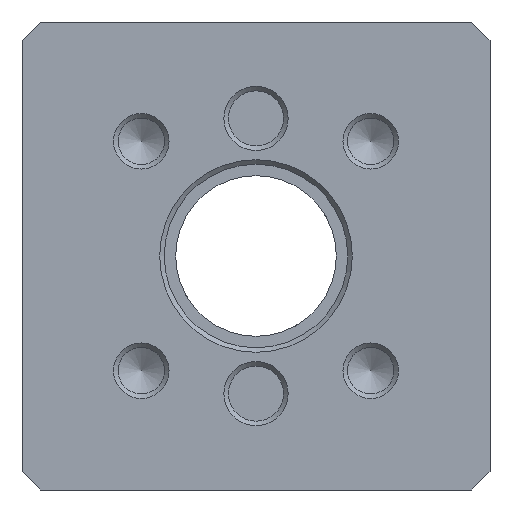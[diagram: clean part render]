
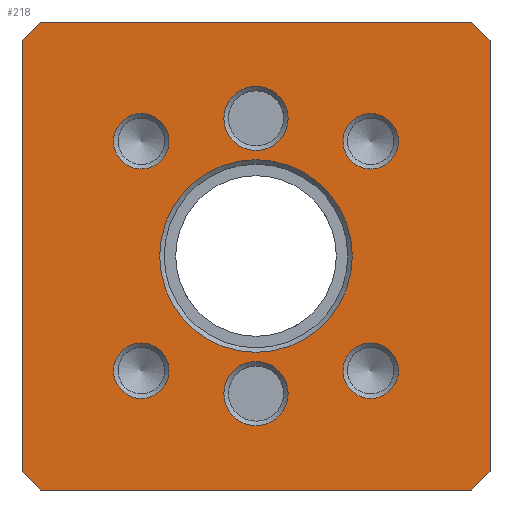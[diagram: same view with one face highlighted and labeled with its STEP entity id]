
A CAD part, front view. The second image highlights one B-rep face of the part: STEP entity #218.
In plain terms, the highlighted planar face has unit normal (0, -1, 0).
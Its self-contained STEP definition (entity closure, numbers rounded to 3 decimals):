
#218 = ADVANCED_FACE( '', ( #574, #575, #576, #577, #578, #579, #580, #581 ), #582, .F. );
#574 = FACE_BOUND( '', #1378, .T. );
#575 = FACE_BOUND( '', #1379, .T. );
#576 = FACE_BOUND( '', #1380, .T. );
#577 = FACE_BOUND( '', #1381, .T. );
#578 = FACE_BOUND( '', #1382, .T. );
#579 = FACE_BOUND( '', #1383, .T. );
#580 = FACE_BOUND( '', #1384, .T. );
#581 = FACE_OUTER_BOUND( '', #1385, .T. );
#582 = PLANE( '', #1386 );
#1378 = EDGE_LOOP( '', ( #2794 ) );
#1379 = EDGE_LOOP( '', ( #2795 ) );
#1380 = EDGE_LOOP( '', ( #2796 ) );
#1381 = EDGE_LOOP( '', ( #2797 ) );
#1382 = EDGE_LOOP( '', ( #2798 ) );
#1383 = EDGE_LOOP( '', ( #2799 ) );
#1384 = EDGE_LOOP( '', ( #2800 ) );
#1385 = EDGE_LOOP( '', ( #2801, #2802, #2803, #2804, #2805, #2806, #2807, #2808 ) );
#1386 = AXIS2_PLACEMENT_3D( '', #2809, #2810, #2811 );
#2794 = ORIENTED_EDGE( '', *, *, #3596, .T. );
#2795 = ORIENTED_EDGE( '', *, *, #3597, .T. );
#2796 = ORIENTED_EDGE( '', *, *, #3598, .T. );
#2797 = ORIENTED_EDGE( '', *, *, #3599, .T. );
#2798 = ORIENTED_EDGE( '', *, *, #3549, .T. );
#2799 = ORIENTED_EDGE( '', *, *, #3600, .T. );
#2800 = ORIENTED_EDGE( '', *, *, #3601, .T. );
#2801 = ORIENTED_EDGE( '', *, *, #3602, .T. );
#2802 = ORIENTED_EDGE( '', *, *, #3603, .T. );
#2803 = ORIENTED_EDGE( '', *, *, #3604, .T. );
#2804 = ORIENTED_EDGE( '', *, *, #3605, .T. );
#2805 = ORIENTED_EDGE( '', *, *, #3606, .T. );
#2806 = ORIENTED_EDGE( '', *, *, #3607, .T. );
#2807 = ORIENTED_EDGE( '', *, *, #3564, .T. );
#2808 = ORIENTED_EDGE( '', *, *, #3511, .T. );
#2809 = CARTESIAN_POINT( '', ( -51., -325.5, 51. ) );
#2810 = DIRECTION( '', ( 0., 1., 0. ) );
#2811 = DIRECTION( '', ( 0., 0., 1. ) );
#3511 = EDGE_CURVE( '', #3838, #3839, #3840, .F. );
#3549 = EDGE_CURVE( '', #3900, #3900, #3901, .T. );
#3564 = EDGE_CURVE( '', #3927, #3838, #3928, .T. );
#3596 = EDGE_CURVE( '', #3978, #3978, #3979, .T. );
#3597 = EDGE_CURVE( '', #3980, #3980, #3981, .T. );
#3598 = EDGE_CURVE( '', #3982, #3982, #3983, .T. );
#3599 = EDGE_CURVE( '', #3984, #3984, #3985, .T. );
#3600 = EDGE_CURVE( '', #3986, #3986, #3987, .T. );
#3601 = EDGE_CURVE( '', #3988, #3988, #3989, .T. );
#3602 = EDGE_CURVE( '', #3839, #3990, #3991, .T. );
#3603 = EDGE_CURVE( '', #3990, #3992, #3993, .F. );
#3604 = EDGE_CURVE( '', #3992, #3994, #3995, .T. );
#3605 = EDGE_CURVE( '', #3994, #3996, #3997, .F. );
#3606 = EDGE_CURVE( '', #3996, #3998, #3999, .T. );
#3607 = EDGE_CURVE( '', #3998, #3927, #4000, .F. );
#3838 = VERTEX_POINT( '', #4328 );
#3839 = VERTEX_POINT( '', #4329 );
#3840 = LINE( '', #4330, #4331 );
#3900 = VERTEX_POINT( '', #4649 );
#3901 = CIRCLE( '', #4650, 6.053 );
#3927 = VERTEX_POINT( '', #4762 );
#3928 = LINE( '', #4763, #4764 );
#3978 = VERTEX_POINT( '', #4912 );
#3979 = CIRCLE( '', #4913, 21. );
#3980 = VERTEX_POINT( '', #4914 );
#3981 = CIRCLE( '', #4915, 6.053 );
#3982 = VERTEX_POINT( '', #4916 );
#3983 = CIRCLE( '', #4917, 7. );
#3984 = VERTEX_POINT( '', #4918 );
#3985 = CIRCLE( '', #4919, 6.053 );
#3986 = VERTEX_POINT( '', #4920 );
#3987 = CIRCLE( '', #4921, 7. );
#3988 = VERTEX_POINT( '', #4922 );
#3989 = CIRCLE( '', #4923, 6.053 );
#3990 = VERTEX_POINT( '', #4924 );
#3991 = LINE( '', #4925, #4926 );
#3992 = VERTEX_POINT( '', #4927 );
#3993 = LINE( '', #4928, #4929 );
#3994 = VERTEX_POINT( '', #4930 );
#3995 = LINE( '', #4931, #4932 );
#3996 = VERTEX_POINT( '', #4933 );
#3997 = LINE( '', #4934, #4935 );
#3998 = VERTEX_POINT( '', #4936 );
#3999 = LINE( '', #4937, #4938 );
#4000 = LINE( '', #4939, #4940 );
#4328 = CARTESIAN_POINT( '', ( -47., -325.5, 51. ) );
#4329 = CARTESIAN_POINT( '', ( -51., -325.5, 47. ) );
#4330 = CARTESIAN_POINT( '', ( -51., -325.5, 47. ) );
#4331 = VECTOR( '', #6896, 1000. );
#4649 = CARTESIAN_POINT( '', ( 25., -325.5, 31.053 ) );
#4650 = AXIS2_PLACEMENT_3D( '', #6945, #6946, #6947 );
#4762 = CARTESIAN_POINT( '', ( 47., -325.5, 51. ) );
#4763 = CARTESIAN_POINT( '', ( 51., -325.5, 51. ) );
#4764 = VECTOR( '', #6978, 1000. );
#4912 = CARTESIAN_POINT( '', ( 0., -325.5, 21. ) );
#4913 = AXIS2_PLACEMENT_3D( '', #7026, #7027, #7028 );
#4914 = CARTESIAN_POINT( '', ( -25., -325.5, -18.947 ) );
#4915 = AXIS2_PLACEMENT_3D( '', #7029, #7030, #7031 );
#4916 = CARTESIAN_POINT( '', ( 0., -325.5, -23. ) );
#4917 = AXIS2_PLACEMENT_3D( '', #7032, #7033, #7034 );
#4918 = CARTESIAN_POINT( '', ( 25., -325.5, -18.947 ) );
#4919 = AXIS2_PLACEMENT_3D( '', #7035, #7036, #7037 );
#4920 = CARTESIAN_POINT( '', ( 0., -325.5, 37. ) );
#4921 = AXIS2_PLACEMENT_3D( '', #7038, #7039, #7040 );
#4922 = CARTESIAN_POINT( '', ( -25., -325.5, 31.053 ) );
#4923 = AXIS2_PLACEMENT_3D( '', #7041, #7042, #7043 );
#4924 = CARTESIAN_POINT( '', ( -51., -325.5, -47. ) );
#4925 = CARTESIAN_POINT( '', ( -51., -325.5, 51. ) );
#4926 = VECTOR( '', #7044, 1000. );
#4927 = CARTESIAN_POINT( '', ( -47., -325.5, -51. ) );
#4928 = CARTESIAN_POINT( '', ( -47., -325.5, -51. ) );
#4929 = VECTOR( '', #7045, 1000. );
#4930 = CARTESIAN_POINT( '', ( 47., -325.5, -51. ) );
#4931 = CARTESIAN_POINT( '', ( -51., -325.5, -51. ) );
#4932 = VECTOR( '', #7046, 1000. );
#4933 = CARTESIAN_POINT( '', ( 51., -325.5, -47. ) );
#4934 = CARTESIAN_POINT( '', ( 51., -325.5, -47. ) );
#4935 = VECTOR( '', #7047, 1000. );
#4936 = CARTESIAN_POINT( '', ( 51., -325.5, 47. ) );
#4937 = CARTESIAN_POINT( '', ( 51., -325.5, -51. ) );
#4938 = VECTOR( '', #7048, 1000. );
#4939 = CARTESIAN_POINT( '', ( 47., -325.5, 51. ) );
#4940 = VECTOR( '', #7049, 1000. );
#6896 = DIRECTION( '', ( 0.707, 0., 0.707 ) );
#6945 = CARTESIAN_POINT( '', ( 25., -325.5, 25. ) );
#6946 = DIRECTION( '', ( 0., 1., 0. ) );
#6947 = DIRECTION( '', ( 0., 0., 1. ) );
#6978 = DIRECTION( '', ( -1., 0., 0. ) );
#7026 = CARTESIAN_POINT( '', ( 0., -325.5, 0. ) );
#7027 = DIRECTION( '', ( 0., 1., 0. ) );
#7028 = DIRECTION( '', ( 0., 0., 1. ) );
#7029 = CARTESIAN_POINT( '', ( -25., -325.5, -25. ) );
#7030 = DIRECTION( '', ( 0., 1., 0. ) );
#7031 = DIRECTION( '', ( 0., 0., 1. ) );
#7032 = CARTESIAN_POINT( '', ( 0., -325.5, -30. ) );
#7033 = DIRECTION( '', ( 0., 1., 0. ) );
#7034 = DIRECTION( '', ( 0., 0., 1. ) );
#7035 = CARTESIAN_POINT( '', ( 25., -325.5, -25. ) );
#7036 = DIRECTION( '', ( 0., 1., 0. ) );
#7037 = DIRECTION( '', ( 0., 0., 1. ) );
#7038 = CARTESIAN_POINT( '', ( 0., -325.5, 30. ) );
#7039 = DIRECTION( '', ( 0., 1., 0. ) );
#7040 = DIRECTION( '', ( 0., 0., 1. ) );
#7041 = CARTESIAN_POINT( '', ( -25., -325.5, 25. ) );
#7042 = DIRECTION( '', ( 0., 1., 0. ) );
#7043 = DIRECTION( '', ( 0., 0., 1. ) );
#7044 = DIRECTION( '', ( 0., 0., -1. ) );
#7045 = DIRECTION( '', ( -0.707, 0., 0.707 ) );
#7046 = DIRECTION( '', ( 1., 0., 0. ) );
#7047 = DIRECTION( '', ( -0.707, 0., -0.707 ) );
#7048 = DIRECTION( '', ( 0., 0., 1. ) );
#7049 = DIRECTION( '', ( 0.707, 0., -0.707 ) );
